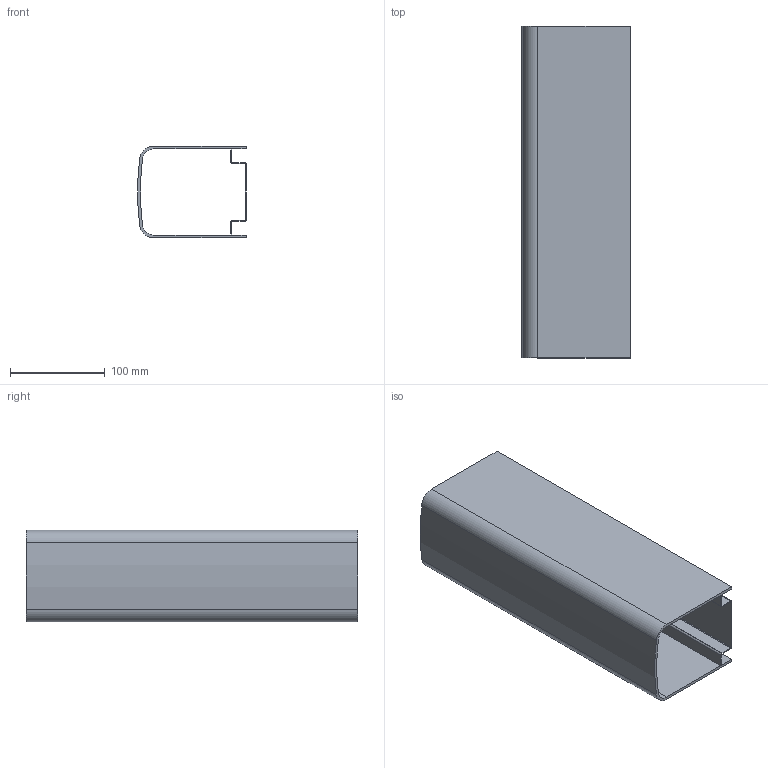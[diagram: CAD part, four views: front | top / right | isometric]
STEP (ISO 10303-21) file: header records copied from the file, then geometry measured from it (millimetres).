
FILE_DESCRIPTION (( 'STEP AP203' ), '1' );
FILE_NAME ('khau0_base_support_Default_sldprt.STEP', '2023-12-06T03:32:50', ( '' ), ( '' ), 'SwSTEP 2.0', 'SolidWorks 2019', '' );
FILE_SCHEMA (( 'CONFIG_CONTROL_DESIGN' ));
Length unit declared in the file: millimetre
Products named in the file (1): khau0_base_support_Default_sldprt
Bounding box: 114.75 x 351.07 x 97 mm (x, y, z)
Volume: 363325.4 mm3; surface area: 301719.6 mm2
Topology: 1 solids, 1 shells, 50 faces, 144 edges, 96 vertices
Faces by surface type: plane 36, cylinder 14
Entity records: 1717 total; most frequent: CARTESIAN_POINT 291, ORIENTED_EDGE 288, DIRECTION 274, EDGE_CURVE 144, VECTOR 116, LINE 116, VERTEX_POINT 96, AXIS2_PLACEMENT_3D 79
